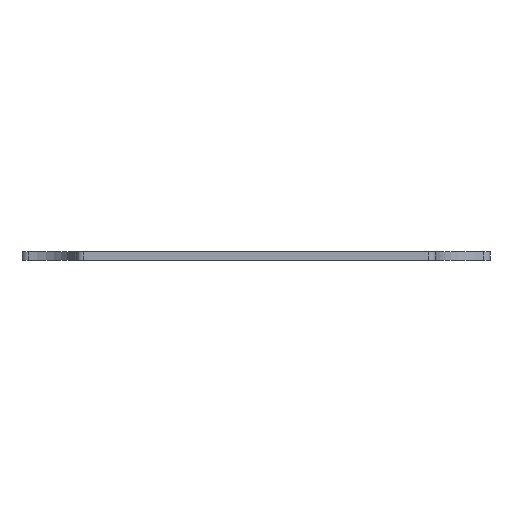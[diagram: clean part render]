
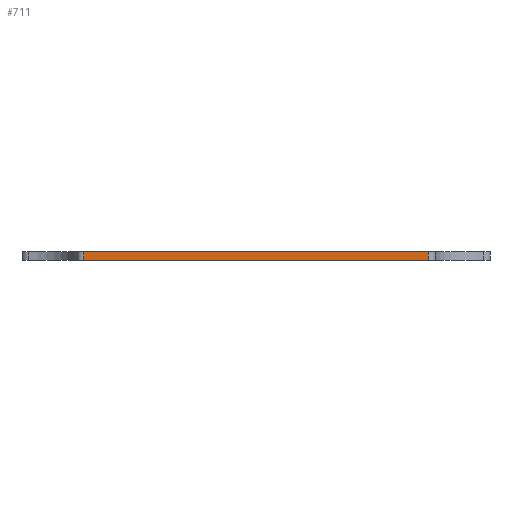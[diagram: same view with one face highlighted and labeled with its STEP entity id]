
A CAD part, left-side view. The second image highlights one B-rep face of the part: STEP entity #711.
In plain terms, the highlighted planar face has unit normal (-1, 0, 0).
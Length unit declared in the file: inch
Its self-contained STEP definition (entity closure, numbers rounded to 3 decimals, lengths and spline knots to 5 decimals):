
#50=PLANE('',#808);
#75=FACE_OUTER_BOUND('',#127,.T.);
#127=EDGE_LOOP('',(#573,#574,#575,#576));
#176=LINE('',#1172,#217);
#183=LINE('',#1209,#224);
#184=LINE('',#1212,#225);
#185=LINE('',#1213,#226);
#217=VECTOR('',#954,0.3937);
#224=VECTOR('',#995,0.3937);
#225=VECTOR('',#998,0.3937);
#226=VECTOR('',#999,0.3937);
#338=VERTEX_POINT('',#1169);
#339=VERTEX_POINT('',#1171);
#352=VERTEX_POINT('',#1207);
#353=VERTEX_POINT('',#1211);
#418=EDGE_CURVE('',#339,#338,#176,.T.);
#437=EDGE_CURVE('',#339,#352,#183,.T.);
#438=EDGE_CURVE('',#353,#338,#184,.T.);
#439=EDGE_CURVE('',#352,#353,#185,.T.);
#573=ORIENTED_EDGE('',*,*,#437,.F.);
#574=ORIENTED_EDGE('',*,*,#418,.T.);
#575=ORIENTED_EDGE('',*,*,#438,.F.);
#576=ORIENTED_EDGE('',*,*,#439,.F.);
#711=ADVANCED_FACE('',(#75),#50,.T.);
#808=AXIS2_PLACEMENT_3D('',#1210,#996,#997);
#954=DIRECTION('',(0.,-1.,0.));
#995=DIRECTION('',(0.,0.,1.));
#996=DIRECTION('center_axis',(-1.,0.,0.));
#997=DIRECTION('ref_axis',(0.,-1.,0.));
#998=DIRECTION('',(0.,0.,-1.));
#999=DIRECTION('',(0.,-1.,0.));
#1169=CARTESIAN_POINT('',(0.,0.89443,0.));
#1171=CARTESIAN_POINT('',(0.,5.90557,0.));
#1172=CARTESIAN_POINT('',(0.,6.8,0.));
#1207=CARTESIAN_POINT('',(0.,5.90557,0.125));
#1209=CARTESIAN_POINT('',(0.,5.90557,0.));
#1210=CARTESIAN_POINT('Origin',(0.,6.,0.));
#1211=CARTESIAN_POINT('',(0.,0.89443,0.125));
#1212=CARTESIAN_POINT('',(0.,0.89443,0.));
#1213=CARTESIAN_POINT('',(0.,6.8,0.125));
